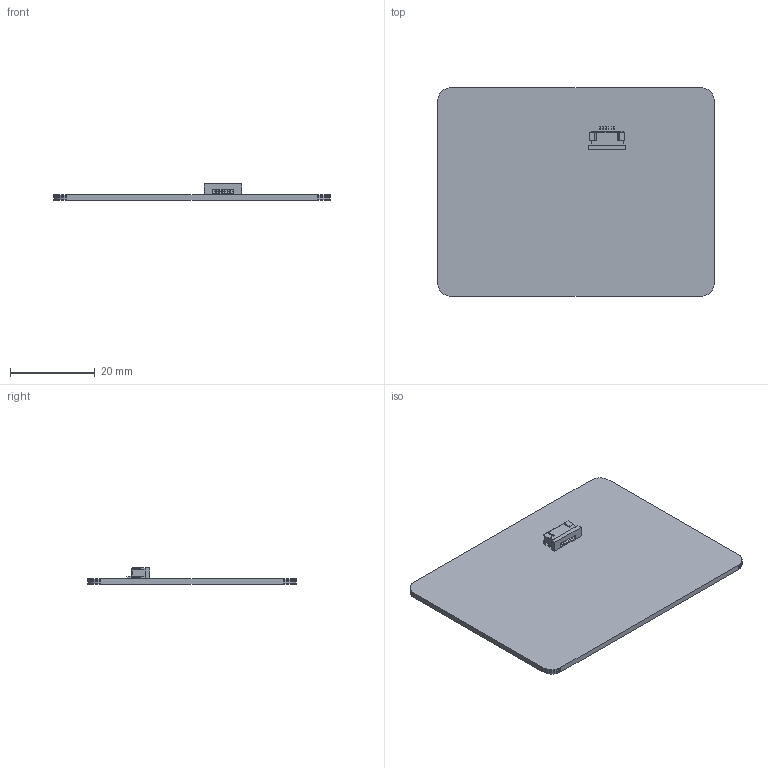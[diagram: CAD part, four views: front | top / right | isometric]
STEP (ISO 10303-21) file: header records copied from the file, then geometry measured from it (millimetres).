
FILE_DESCRIPTION(('KiCad electronic assembly'),'2;1');
FILE_NAME('azoteq-tps65.step','2024-01-20T20:56:52',('Pcbnew'),('Kicad') ,'Open CASCADE STEP processor 7.7','KiCad to STEP converter','Unknown' );
FILE_SCHEMA(('AUTOMOTIVE_DESIGN { 1 0 10303 214 1 1 1 1 }'));
Length unit declared in the file: millimetre
Products named in the file (4): azoteq-tps65 1; FPC 6-PIN SMD; COMPOUND; azoteq-tps65 PCB
Assembly tree (3 placements, depth 3):
  azoteq-tps65 1
    FPC 6-PIN SMD
      COMPOUND
    azoteq-tps65 PCB
Bounding box: 65 x 49 x 3.83 mm (x, y, z)
Volume: 4142.2 mm3; surface area: 6999.4 mm2
Topology: 11 solids, 11 shells, 321 faces, 880 edges, 583 vertices
Faces by surface type: bspline 259, plane 62
Entity records: 19371 total; most frequent: CARTESIAN_POINT 6465, B_SPLINE_CURVE_WITH_KNOTS 2084, ORIENTED_EDGE 1760, PCURVE 1760, DEFINITIONAL_REPRESENTATION 1760, EDGE_CURVE 880, SURFACE_CURVE 880, DIRECTION 672
